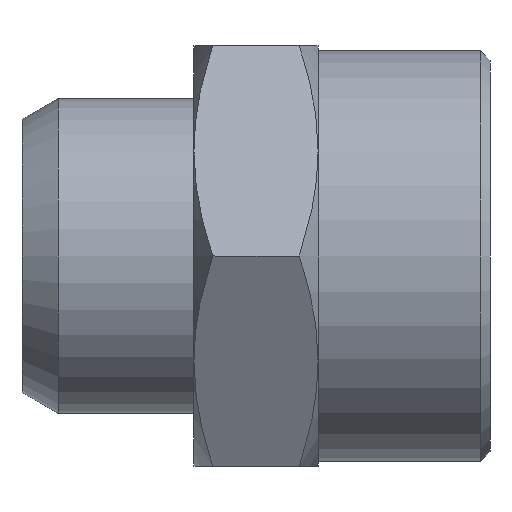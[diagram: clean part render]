
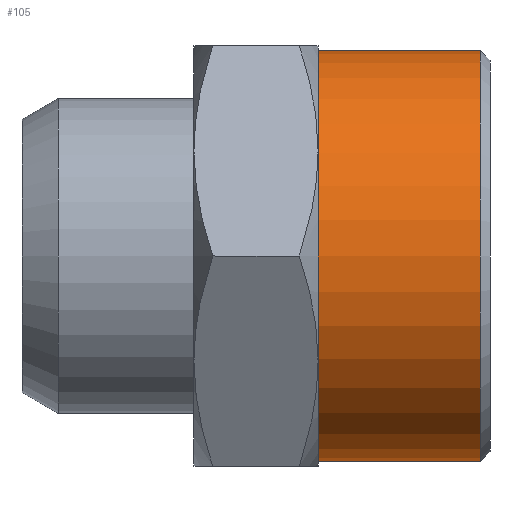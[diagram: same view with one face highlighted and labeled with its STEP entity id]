
A CAD part, left-side view. The second image highlights one B-rep face of the part: STEP entity #105.
In plain terms, the highlighted cylindrical face has radius 10.75 mm (diameter 21.5 mm), a full revolution.
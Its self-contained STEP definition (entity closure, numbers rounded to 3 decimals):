
#35 = AXIS2_PLACEMENT_3D ( 'NONE', #421, #418, #416 ) ;
#45 = AXIS2_PLACEMENT_3D ( 'NONE', #489, #488, #481 ) ;
#57 = EDGE_CURVE ( 'NONE', #622, #622, #861, .T. ) ;
#64 = EDGE_CURVE ( 'NONE', #606, #606, #598, .T. ) ;
#105 = ADVANCED_FACE ( 'NONE', ( #579, #580 ), #648, .T. ) ;
#253 = CARTESIAN_POINT ( 'NONE',  ( 0., 9., -10.75 ) ) ;
#256 = CARTESIAN_POINT ( 'NONE',  ( 0., 0.5, 10.75 ) ) ;
#401 = DIRECTION ( 'NONE',  ( 0., -1., 0. ) ) ;
#402 = CARTESIAN_POINT ( 'NONE',  ( 0., 9., 0. ) ) ;
#403 = DIRECTION ( 'NONE',  ( 0., 0., -1. ) ) ;
#416 = DIRECTION ( 'NONE',  ( 0., 0., -1. ) ) ;
#418 = DIRECTION ( 'NONE',  ( 0., 1., 0. ) ) ;
#421 = CARTESIAN_POINT ( 'NONE',  ( 0., 9., 0. ) ) ;
#481 = DIRECTION ( 'NONE',  ( 0., 0., 1. ) ) ;
#488 = DIRECTION ( 'NONE',  ( 0., 1., 0. ) ) ;
#489 = CARTESIAN_POINT ( 'NONE',  ( 0., 0.5, 0. ) ) ;
#551 = AXIS2_PLACEMENT_3D ( 'NONE', #402, #401, #403 ) ;
#579 = FACE_OUTER_BOUND ( 'NONE', #772, .T. ) ;
#580 = FACE_OUTER_BOUND ( 'NONE', #776, .T. ) ;
#598 = CIRCLE ( 'NONE', #35, 10.75 ) ;
#606 = VERTEX_POINT ( 'NONE', #253 ) ;
#622 = VERTEX_POINT ( 'NONE', #256 ) ;
#648 = CYLINDRICAL_SURFACE ( 'NONE', #551, 10.75 ) ;
#772 = EDGE_LOOP ( 'NONE', ( #840 ) ) ;
#776 = EDGE_LOOP ( 'NONE', ( #813 ) ) ;
#813 = ORIENTED_EDGE ( 'NONE', *, *, #64, .F. ) ;
#840 = ORIENTED_EDGE ( 'NONE', *, *, #57, .T. ) ;
#861 = CIRCLE ( 'NONE', #45, 10.75 ) ;
